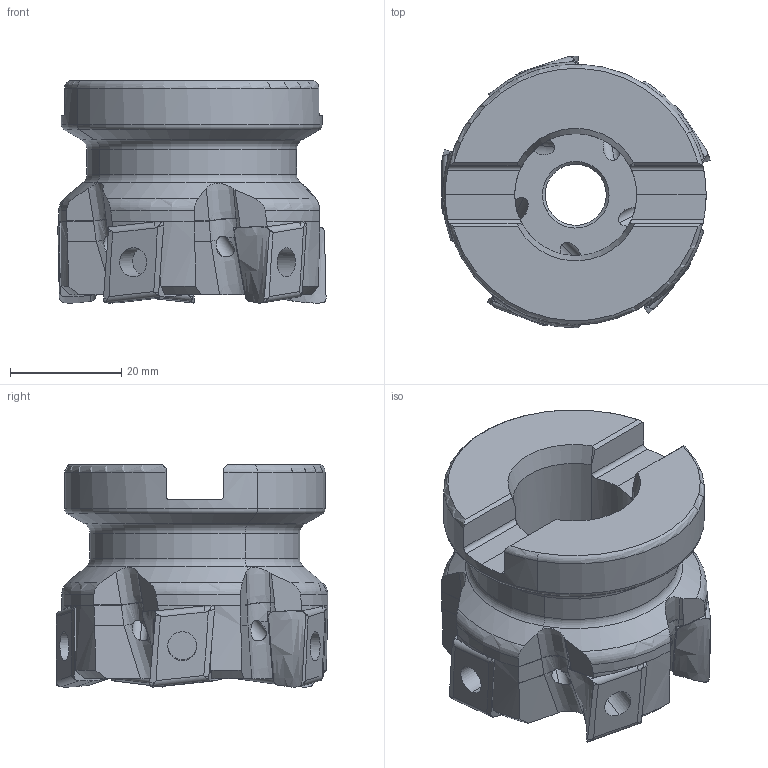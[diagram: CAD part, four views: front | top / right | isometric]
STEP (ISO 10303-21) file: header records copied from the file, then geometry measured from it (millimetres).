
FILE_DESCRIPTION(/* description */ ('Extracted from STEP assembly: cutter.stp'),/* implementation_level */ '2;1');
FILE_NAME(/* name */ 'part_Iscar_mill_assembly',/* time_stamp */ '2016-11-02T10:56:49+08:00',/* author */ ('Qiuling Huang','Yujiang Li','Mikael Hedlind'),/* organization */ ('KTH'),/* preprocessor_version */ 'ST-DEVELOPER v15',/* originating_system */ 'SIEMENS PLM Software NX 8.0',/* authorisation */ '');
FILE_SCHEMA (('AUTOMOTIVE_DESIGN'));
Length unit declared in the file: millimetre
Products named in the file (4): 106; 105; 103; 101
Assembly tree (11 placements, depth 2):
  101
    103
    105  x5
    106  x5
Bounding box: 48.31 x 48.98 x 40 mm (x, y, z)
Volume: 43891.8 mm3; surface area: 15411.5 mm2
Topology: 6 solids, 6 shells, 338 faces, 1220 edges, 917 vertices
Faces by surface type: plane 103, bspline 95, cylinder 72, torus 31, cone 27, sphere 10
Entity records: 15134 total; most frequent: CARTESIAN_POINT 9267, ORIENTED_EDGE 1366, DIRECTION 808, EDGE_CURVE 683, VERTEX_POINT 461, B_SPLINE_CURVE_WITH_KNOTS 395, AXIS2_PLACEMENT_3D 340, EDGE_LOOP 224
